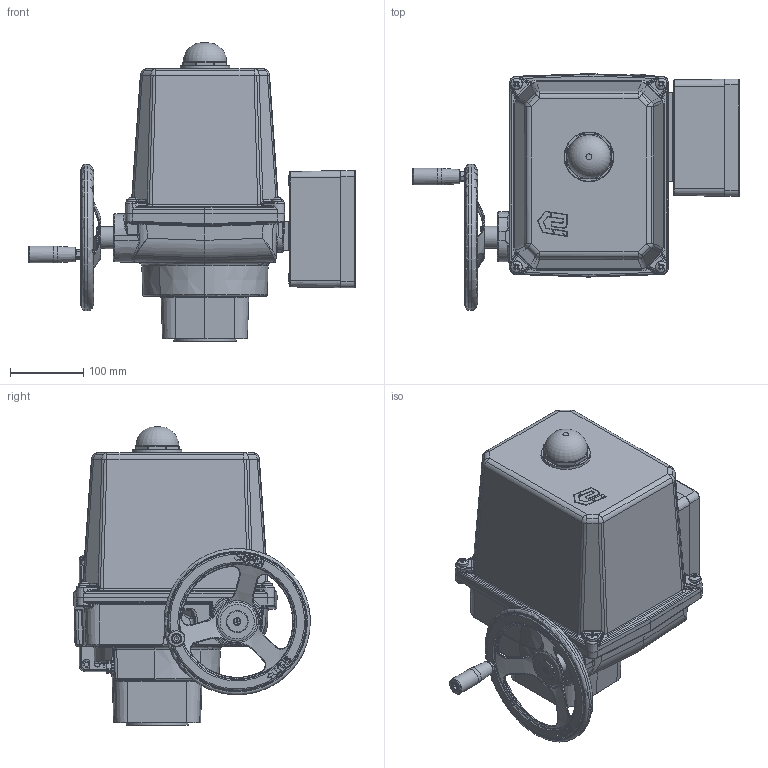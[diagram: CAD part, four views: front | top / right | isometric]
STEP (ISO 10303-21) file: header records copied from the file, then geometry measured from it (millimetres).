
FILE_DESCRIPTION(('HOOPS Exchange Step'),'2;1');
FILE_NAME('AN0301_503-703_F12.stp','2025-04-25T13:37:04+02:00',('nieru'),('Unknown organisation'),'HOOPS Exchange 2024.2','HOOPS Exchange','Unknown authorisation');
FILE_SCHEMA( ('AP203_CONFIGURATION_CONTROLLED_3D_DESIGN_OF_MECHANICAL_PARTS_AND_ASSEMBLIES_MIM_LF') );
Length unit declared in the file: millimetre
Products named in the file (5): 0; root
Assembly tree (4 placements, depth 3):
  root
    0
      0
      0
      0
Bounding box: 446.54 x 323.29 x 407.7 mm (x, y, z)
Volume: 16345794.1 mm3; surface area: 911564.9 mm2
Topology: 35 solids, 35 shells, 2529 faces, 6341 edges, 3868 vertices
Faces by surface type: cylinder 955, plane 566, bspline 382, torus 367, cone 179, sphere 80
Full cylindrical faces by diameter (mm): 3.1 x1, 3.219 x1, 6 x5, 6.647 x1, 7 x4, 8 x5, 9 x1, 10 x4, 10.106 x4, 10.5 x1, 11 x4, 13 x1, 13.5 x1, 15.875 x1, 16 x1, 20 x3, 23 x1, 24 x2, 30 x3, 42 x2, 55 x2, 58.632 x1, 60.2 x1, 74.53 x1, 85 x1, 196 x1, 200 x1
Entity records: 187319 total; most frequent: CARTESIAN_POINT 131875, ORIENTED_EDGE 12484, DIRECTION 9932, EDGE_CURVE 6242, AXIS2_PLACEMENT_3D 3936, VERTEX_POINT 3868, EDGE_LOOP 2662, FACE_BOUND 2662
